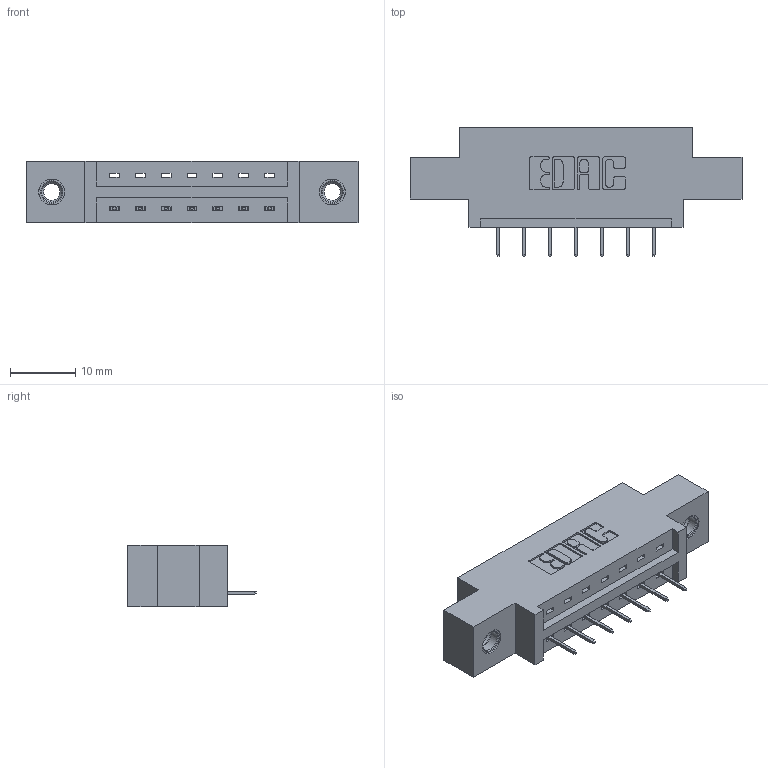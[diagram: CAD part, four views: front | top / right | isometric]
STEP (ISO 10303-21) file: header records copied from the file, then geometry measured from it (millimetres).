
FILE_DESCRIPTION (( 'STEP AP203' ), '1' );
FILE_NAME ('387-007-524-607.STEP', '2019-10-02T02:07:46', ( '' ), ( '' ), 'SwSTEP 2.0', 'SolidWorks 2016', '' );
FILE_SCHEMA (( 'CONFIG_CONTROL_DESIGN' ));
Length unit declared in the file: inch
Products named in the file (4): 337 Part_0.170 Offset - 0.156 Dia-TI; 345-292-001_345-293-124; 387-007-524-607; 345-250-001_345-250-005-103
Assembly tree (10 placements, depth 2):
  387-007-524-607
    337 Part_0.170 Offset - 0.156 Dia-TI
    345-292-001_345-293-124  x7
    345-250-001_345-250-005-103  x2
Bounding box: 50.75 x 19.69 x 9.4 mm (x, y, z)
Volume: 4677.9 mm3; surface area: 4679.9 mm2
Topology: 10 solids, 10 shells, 640 faces, 1803 edges, 1166 vertices
Faces by surface type: plane 470, cylinder 154, cone 12, torus 4
Entity records: 11122 total; most frequent: CARTESIAN_POINT 1914, ORIENTED_EDGE 1850, DIRECTION 1717, EDGE_CURVE 925, VECTOR 781, LINE 781, VERTEX_POINT 608, AXIS2_PLACEMENT_3D 468
